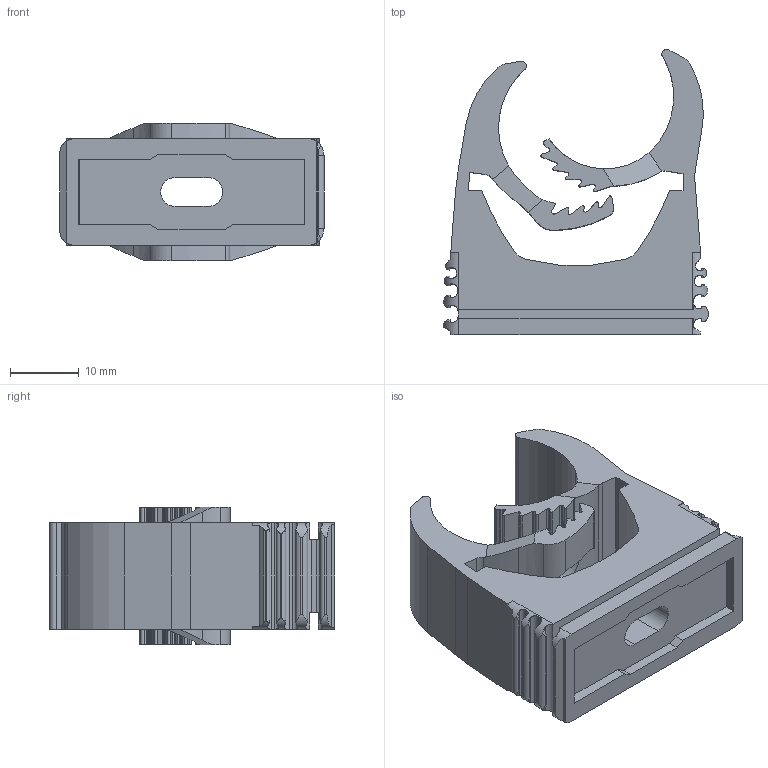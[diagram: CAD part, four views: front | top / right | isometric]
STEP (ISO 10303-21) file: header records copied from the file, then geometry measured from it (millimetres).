
FILE_DESCRIPTION (( 'STEP AP214' ), '1' );
FILE_NAME ('2153726.stp', '2017-08-25T08:28:43', ( '' ), ( '' ), 'SwSTEP 2.0', 'SolidWorks 2016', '' );
FILE_SCHEMA (( 'AUTOMOTIVE_DESIGN' ));
Length unit declared in the file: millimetre
Products named in the file (1): 2153726
Bounding box: 38.5 x 41.5 x 20 mm (x, y, z)
Volume: 10831.2 mm3; surface area: 7249.5 mm2
Topology: 1 solids, 1 shells, 334 faces, 970 edges, 640 vertices
Faces by surface type: cylinder 175, plane 159
Entity records: 11585 total; most frequent: CARTESIAN_POINT 2975, ORIENTED_EDGE 1940, DIRECTION 1674, EDGE_CURVE 970, VERTEX_POINT 640, AXIS2_PLACEMENT_3D 581, LINE 512, VECTOR 512
